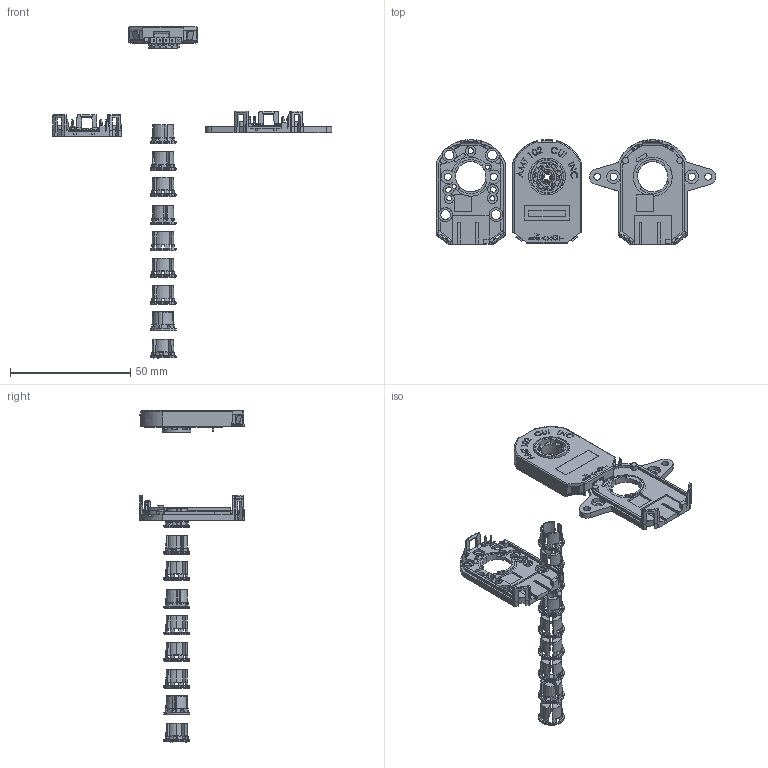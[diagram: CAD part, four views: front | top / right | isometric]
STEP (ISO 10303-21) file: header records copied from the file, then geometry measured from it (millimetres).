
FILE_DESCRIPTION (( 'STEP AP214' ), '1' );
FILE_NAME ('CUI_cui_amt102s from 112s-0048-2000-w 4b r1.STEP', '2020-02-25T14:08:57', ( '' ), ( '' ), 'SwSTEP 2.0', 'SolidWorks 2017', '' );
FILE_SCHEMA (( 'AUTOMOTIVE_DESIGN' ));
Length unit declared in the file: inch
Products named in the file (1): CUI_cui_amt102s from 112s-0048-2000-w 4b r1
Bounding box: 116.14 x 43.38 x 137.83 mm (x, y, z)
Volume: 10120.3 mm3; surface area: 19207.3 mm2
Topology: 23 solids, 23 shells, 5630 faces, 16575 edges, 10979 vertices
Faces by surface type: plane 4264, cone 631, cylinder 552, bspline 168, sphere 15
Entity records: 200165 total; most frequent: CARTESIAN_POINT 46895, ORIENTED_EDGE 33128, DIRECTION 27975, EDGE_CURVE 16564, LINE 12835, VECTOR 12835, VERTEX_POINT 10974, AXIS2_PLACEMENT_3D 7570
